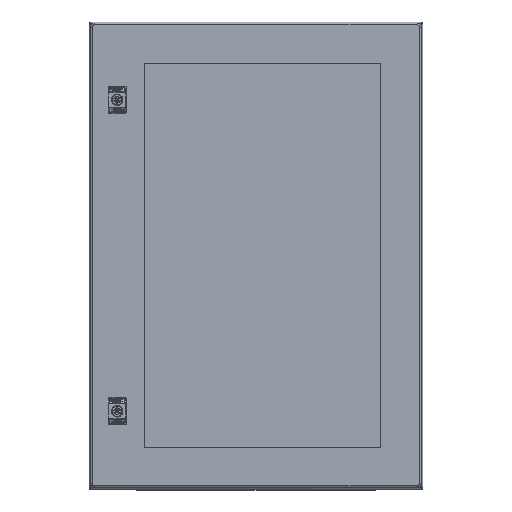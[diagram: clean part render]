
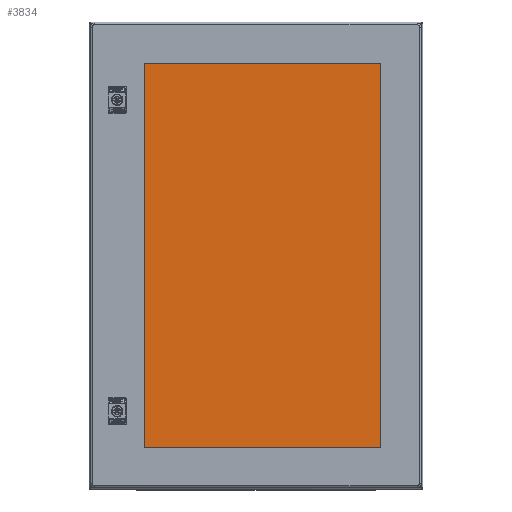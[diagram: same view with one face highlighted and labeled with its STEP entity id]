
A CAD part, top view. The second image highlights one B-rep face of the part: STEP entity #3834.
In plain terms, the highlighted planar face has unit normal (0, 0, 1).
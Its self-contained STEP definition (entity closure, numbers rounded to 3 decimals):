
#3834=ADVANCED_FACE('',(#11689),#11690,.F.);
#11689=FACE_OUTER_BOUND('',#27727,.T.);
#11690=PLANE('',#27728);
#27727=EDGE_LOOP('',(#59799,#59800,#59801,#59802));
#27728=AXIS2_PLACEMENT_3D('',#59803,#59804,#59805);
#59799=ORIENTED_EDGE('',*,*,#70975,.F.);
#59800=ORIENTED_EDGE('',*,*,#70873,.F.);
#59801=ORIENTED_EDGE('',*,*,#70976,.F.);
#59802=ORIENTED_EDGE('',*,*,#70797,.F.);
#59803=CARTESIAN_POINT('',(9.2,0.5,249.01));
#59804=DIRECTION('',(0.0,0.0,-1.0));
#59805=DIRECTION('',(-1.0,0.0,0.0));
#70797=EDGE_CURVE('',#87588,#87590,#87591,.T.);
#70873=EDGE_CURVE('',#87716,#87718,#87719,.T.);
#70975=EDGE_CURVE('',#87718,#87588,#87879,.T.);
#70976=EDGE_CURVE('',#87590,#87716,#87880,.T.);
#87588=VERTEX_POINT('',#121181);
#87590=VERTEX_POINT('',#121184);
#87591=LINE('',#121185,#121186);
#87716=VERTEX_POINT('',#121364);
#87718=VERTEX_POINT('',#121367);
#87719=LINE('',#121368,#121369);
#87879=LINE('',#121692,#121693);
#87880=LINE('',#121694,#121695);
#121181=CARTESIAN_POINT('',(201.7,-302.0,249.01));
#121184=CARTESIAN_POINT('',(-183.3,-302.0,249.01));
#121185=CARTESIAN_POINT('',(201.7,-302.0,249.01));
#121186=VECTOR('',#136929,385.0);
#121364=CARTESIAN_POINT('',(-183.3,303.0,249.01));
#121367=CARTESIAN_POINT('',(201.7,303.0,249.01));
#121368=CARTESIAN_POINT('',(-183.3,303.0,249.01));
#121369=VECTOR('',#137047,385.0);
#121692=CARTESIAN_POINT('',(201.7,303.0,249.01));
#121693=VECTOR('',#137193,605.0);
#121694=CARTESIAN_POINT('',(-183.3,-302.0,249.01));
#121695=VECTOR('',#137194,605.0);
#136929=DIRECTION('',(-1.0,0.0,0.0));
#137047=DIRECTION('',(1.0,0.0,0.0));
#137193=DIRECTION('',(0.0,-1.0,0.0));
#137194=DIRECTION('',(0.0,1.0,0.0));
